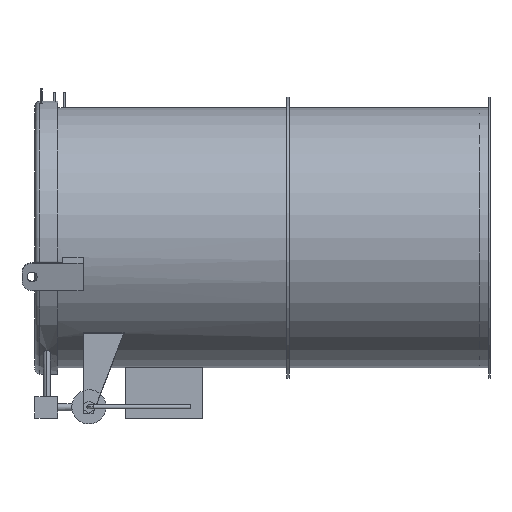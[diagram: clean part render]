
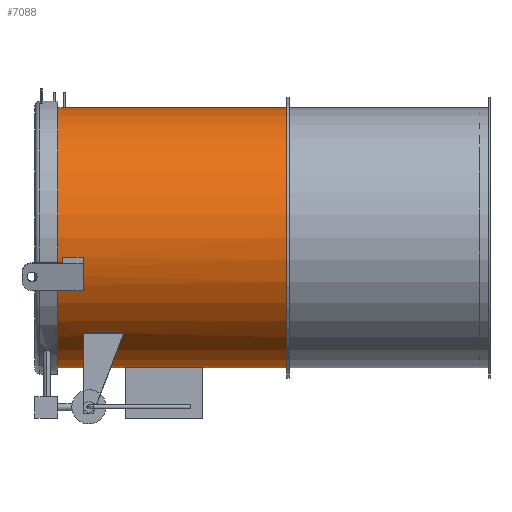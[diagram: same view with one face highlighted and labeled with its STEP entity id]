
A CAD part, left-side view. The second image highlights one B-rep face of the part: STEP entity #7088.
In plain terms, the highlighted cylindrical face has radius 638 mm (diameter 1276 mm), a partial arc.
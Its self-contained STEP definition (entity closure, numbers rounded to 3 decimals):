
#34 = VECTOR ( 'NONE', #7504, 1000. ) ;
#91 = AXIS2_PLACEMENT_3D ( 'NONE', #9746, #6546, #2493 ) ;
#122 = CARTESIAN_POINT ( 'NONE',  ( -25., 2092.215, 637.51 ) ) ;
#128 = CARTESIAN_POINT ( 'NONE',  ( 0., 995., 638. ) ) ;
#153 = CARTESIAN_POINT ( 'NONE',  ( 0., 2092.215, 638. ) ) ;
#392 = DIRECTION ( 'NONE',  ( 0., -1., 0. ) ) ;
#411 = CIRCLE ( 'NONE', #566, 638. ) ;
#469 = CARTESIAN_POINT ( 'NONE',  ( 0., 2120., 0. ) ) ;
#562 = DIRECTION ( 'NONE',  ( 0., 1., 0. ) ) ;
#566 = AXIS2_PLACEMENT_3D ( 'NONE', #6827, #6719, #3458 ) ;
#695 = CIRCLE ( 'NONE', #91, 638. ) ;
#931 = EDGE_CURVE ( 'NONE', #2358, #9381, #4956, .T. ) ;
#1046 = CYLINDRICAL_SURFACE ( 'NONE', #3446, 638. ) ;
#1083 = EDGE_CURVE ( 'NONE', #6427, #8395, #2277, .T. ) ;
#1125 = DIRECTION ( 'NONE',  ( 0., 1., 0. ) ) ;
#1155 = ORIENTED_EDGE ( 'NONE', *, *, #7919, .T. ) ;
#1190 = CIRCLE ( 'NONE', #3524, 638. ) ;
#1296 = FACE_BOUND ( 'NONE', #7249, .T. ) ;
#1529 = ORIENTED_EDGE ( 'NONE', *, *, #1800, .F. ) ;
#1634 = VERTEX_POINT ( 'NONE', #6646 ) ;
#1640 = CARTESIAN_POINT ( 'NONE',  ( 0., 2095., 0. ) ) ;
#1800 = EDGE_CURVE ( 'NONE', #5121, #3648, #6717, .T. ) ;
#1804 = CARTESIAN_POINT ( 'NONE',  ( 0., 2120., -638. ) ) ;
#1811 = FACE_OUTER_BOUND ( 'NONE', #2285, .T. ) ;
#1903 = DIRECTION ( 'NONE',  ( 0., 1., 0. ) ) ;
#1959 = VERTEX_POINT ( 'NONE', #153 ) ;
#2057 = DIRECTION ( 'NONE',  ( 0., -1., 0. ) ) ;
#2097 = CARTESIAN_POINT ( 'NONE',  ( 0., 2082.215, 0. ) ) ;
#2150 = DIRECTION ( 'NONE',  ( 0., 0., 1. ) ) ;
#2203 = ORIENTED_EDGE ( 'NONE', *, *, #9573, .T. ) ;
#2277 = LINE ( 'NONE', #10415, #10530 ) ;
#2285 = EDGE_LOOP ( 'NONE', ( #10382, #6109, #4578, #5664, #6179, #6412, #6738, #3759 ) ) ;
#2358 = VERTEX_POINT ( 'NONE', #6576 ) ;
#2396 = LINE ( 'NONE', #7123, #8870 ) ;
#2423 = EDGE_CURVE ( 'NONE', #9034, #10460, #10118, .T. ) ;
#2465 = CARTESIAN_POINT ( 'NONE',  ( 0., 2120., 638. ) ) ;
#2493 = DIRECTION ( 'NONE',  ( 0., 0., 1. ) ) ;
#2583 = DIRECTION ( 'NONE',  ( 0., 1., 0. ) ) ;
#2662 = DIRECTION ( 'NONE',  ( 0., 0., -1. ) ) ;
#2680 = CARTESIAN_POINT ( 'NONE',  ( 0., 1994., 0. ) ) ;
#2756 = CARTESIAN_POINT ( 'NONE',  ( 0., 2145., -638. ) ) ;
#2909 = ORIENTED_EDGE ( 'NONE', *, *, #6604, .F. ) ;
#2990 = CIRCLE ( 'NONE', #6989, 638. ) ;
#3153 = DIRECTION ( 'NONE',  ( 0., -1., 0. ) ) ;
#3300 = EDGE_LOOP ( 'NONE', ( #9253, #4837, #2909, #1529 ) ) ;
#3446 = AXIS2_PLACEMENT_3D ( 'NONE', #5746, #7379, #2662 ) ;
#3458 = DIRECTION ( 'NONE',  ( 0., 0., -1. ) ) ;
#3524 = AXIS2_PLACEMENT_3D ( 'NONE', #5242, #3552, #6777 ) ;
#3552 = DIRECTION ( 'NONE',  ( 0., -1., 0. ) ) ;
#3648 = VERTEX_POINT ( 'NONE', #9361 ) ;
#3654 = VECTOR ( 'NONE', #5360, 1000. ) ;
#3759 = ORIENTED_EDGE ( 'NONE', *, *, #6718, .F. ) ;
#3957 = EDGE_CURVE ( 'NONE', #9757, #3993, #10016, .T. ) ;
#3970 = DIRECTION ( 'NONE',  ( 0., -1., 0. ) ) ;
#3982 = CARTESIAN_POINT ( 'NONE',  ( -25., 2082.215, 637.51 ) ) ;
#3993 = VERTEX_POINT ( 'NONE', #10348 ) ;
#4044 = CARTESIAN_POINT ( 'NONE',  ( 0., 1794., 0. ) ) ;
#4133 = VECTOR ( 'NONE', #392, 1000. ) ;
#4256 = LINE ( 'NONE', #4456, #4133 ) ;
#4326 = AXIS2_PLACEMENT_3D ( 'NONE', #4044, #3970, #8842 ) ;
#4349 = CARTESIAN_POINT ( 'NONE',  ( -630.614, 2145., -96.801 ) ) ;
#4355 = LINE ( 'NONE', #10028, #5879 ) ;
#4452 = ORIENTED_EDGE ( 'NONE', *, *, #931, .T. ) ;
#4456 = CARTESIAN_POINT ( 'NONE',  ( 0., 2145., 638. ) ) ;
#4578 = ORIENTED_EDGE ( 'NONE', *, *, #2423, .T. ) ;
#4579 = VERTEX_POINT ( 'NONE', #2465 ) ;
#4592 = VERTEX_POINT ( 'NONE', #122 ) ;
#4730 = CARTESIAN_POINT ( 'NONE',  ( -594.317, 2095., -232.016 ) ) ;
#4829 = DIRECTION ( 'NONE',  ( 0., 0., 1. ) ) ;
#4837 = ORIENTED_EDGE ( 'NONE', *, *, #3957, .F. ) ;
#4884 = ORIENTED_EDGE ( 'NONE', *, *, #9493, .T. ) ;
#4956 = CIRCLE ( 'NONE', #5927, 638. ) ;
#5043 = EDGE_CURVE ( 'NONE', #1634, #10049, #7214, .T. ) ;
#5121 = VERTEX_POINT ( 'NONE', #8221 ) ;
#5216 = EDGE_CURVE ( 'NONE', #10460, #8395, #695, .T. ) ;
#5242 = CARTESIAN_POINT ( 'NONE',  ( 0., 2092.215, 0. ) ) ;
#5360 = DIRECTION ( 'NONE',  ( 0., -1., 0. ) ) ;
#5664 = ORIENTED_EDGE ( 'NONE', *, *, #5216, .T. ) ;
#5746 = CARTESIAN_POINT ( 'NONE',  ( 0., 2145., 0. ) ) ;
#5811 = CARTESIAN_POINT ( 'NONE',  ( -435., 2145., -466.711 ) ) ;
#5879 = VECTOR ( 'NONE', #1903, 1000. ) ;
#5927 = AXIS2_PLACEMENT_3D ( 'NONE', #2680, #8679, #9515 ) ;
#6109 = ORIENTED_EDGE ( 'NONE', *, *, #8088, .F. ) ;
#6179 = ORIENTED_EDGE ( 'NONE', *, *, #1083, .F. ) ;
#6412 = ORIENTED_EDGE ( 'NONE', *, *, #8774, .F. ) ;
#6427 = VERTEX_POINT ( 'NONE', #8767 ) ;
#6546 = DIRECTION ( 'NONE',  ( 0., 1., 0. ) ) ;
#6576 = CARTESIAN_POINT ( 'NONE',  ( -429., 1994., -472.232 ) ) ;
#6604 = EDGE_CURVE ( 'NONE', #3648, #9757, #7036, .T. ) ;
#6646 = CARTESIAN_POINT ( 'NONE',  ( -435., 1794., -466.711 ) ) ;
#6717 = LINE ( 'NONE', #4349, #7856 ) ;
#6718 = EDGE_CURVE ( 'NONE', #1959, #4592, #1190, .T. ) ;
#6719 = DIRECTION ( 'NONE',  ( 0., 1., 0. ) ) ;
#6738 = ORIENTED_EDGE ( 'NONE', *, *, #6904, .F. ) ;
#6769 = CIRCLE ( 'NONE', #8135, 638. ) ;
#6777 = DIRECTION ( 'NONE',  ( 0., 0., 1. ) ) ;
#6827 = CARTESIAN_POINT ( 'NONE',  ( 0., 1995., 0. ) ) ;
#6881 = EDGE_CURVE ( 'NONE', #3993, #5121, #411, .T. ) ;
#6904 = EDGE_CURVE ( 'NONE', #4592, #9735, #8557, .T. ) ;
#6930 = CARTESIAN_POINT ( 'NONE',  ( -594.317, 2145., -232.016 ) ) ;
#6989 = AXIS2_PLACEMENT_3D ( 'NONE', #2097, #2583, #10024 ) ;
#7036 = CIRCLE ( 'NONE', #10229, 638. ) ;
#7088 = ADVANCED_FACE ( 'NONE', ( #1811, #1296, #10071 ), #1046, .T. ) ;
#7123 = CARTESIAN_POINT ( 'NONE',  ( -429., 2145., -472.232 ) ) ;
#7214 = CIRCLE ( 'NONE', #4326, 638. ) ;
#7249 = EDGE_LOOP ( 'NONE', ( #9950, #1155, #2203, #4452, #4884 ) ) ;
#7379 = DIRECTION ( 'NONE',  ( 0., -1., 0. ) ) ;
#7494 = VECTOR ( 'NONE', #2057, 1000. ) ;
#7501 = VECTOR ( 'NONE', #9337, 1000. ) ;
#7504 = DIRECTION ( 'NONE',  ( 0., -1., 0. ) ) ;
#7856 = VECTOR ( 'NONE', #1125, 1000. ) ;
#7919 = EDGE_CURVE ( 'NONE', #10049, #9577, #4355, .T. ) ;
#8059 = DIRECTION ( 'NONE',  ( 0., -1., 0. ) ) ;
#8088 = EDGE_CURVE ( 'NONE', #9034, #4579, #6769, .T. ) ;
#8135 = AXIS2_PLACEMENT_3D ( 'NONE', #469, #10205, #2150 ) ;
#8153 = CARTESIAN_POINT ( 'NONE',  ( -435., 1994., -466.711 ) ) ;
#8221 = CARTESIAN_POINT ( 'NONE',  ( -630.614, 1995., -96.801 ) ) ;
#8301 = CARTESIAN_POINT ( 'NONE',  ( -429., 1794., -472.232 ) ) ;
#8395 = VERTEX_POINT ( 'NONE', #128 ) ;
#8557 = LINE ( 'NONE', #9252, #34 ) ;
#8679 = DIRECTION ( 'NONE',  ( 0., 1., 0. ) ) ;
#8767 = CARTESIAN_POINT ( 'NONE',  ( 0., 2082.215, 638. ) ) ;
#8774 = EDGE_CURVE ( 'NONE', #9735, #6427, #2990, .T. ) ;
#8784 = EDGE_CURVE ( 'NONE', #4579, #1959, #4256, .T. ) ;
#8842 = DIRECTION ( 'NONE',  ( 0., 0., 1. ) ) ;
#8870 = VECTOR ( 'NONE', #562, 1000. ) ;
#9034 = VERTEX_POINT ( 'NONE', #1804 ) ;
#9252 = CARTESIAN_POINT ( 'NONE',  ( -25., 2145., 637.51 ) ) ;
#9253 = ORIENTED_EDGE ( 'NONE', *, *, #6881, .F. ) ;
#9337 = DIRECTION ( 'NONE',  ( 0., -1., 0. ) ) ;
#9361 = CARTESIAN_POINT ( 'NONE',  ( -630.614, 2095., -96.801 ) ) ;
#9381 = VERTEX_POINT ( 'NONE', #8153 ) ;
#9493 = EDGE_CURVE ( 'NONE', #9381, #1634, #10142, .T. ) ;
#9515 = DIRECTION ( 'NONE',  ( 0., 0., -1. ) ) ;
#9573 = EDGE_CURVE ( 'NONE', #9577, #2358, #2396, .T. ) ;
#9577 = VERTEX_POINT ( 'NONE', #10258 ) ;
#9735 = VERTEX_POINT ( 'NONE', #3982 ) ;
#9746 = CARTESIAN_POINT ( 'NONE',  ( 0., 995., 0. ) ) ;
#9757 = VERTEX_POINT ( 'NONE', #4730 ) ;
#9783 = CARTESIAN_POINT ( 'NONE',  ( 0., 995., -638. ) ) ;
#9950 = ORIENTED_EDGE ( 'NONE', *, *, #5043, .T. ) ;
#10016 = LINE ( 'NONE', #6930, #7494 ) ;
#10024 = DIRECTION ( 'NONE',  ( 0., 0., -1. ) ) ;
#10028 = CARTESIAN_POINT ( 'NONE',  ( -429., 2145., -472.232 ) ) ;
#10049 = VERTEX_POINT ( 'NONE', #8301 ) ;
#10071 = FACE_BOUND ( 'NONE', #3300, .T. ) ;
#10118 = LINE ( 'NONE', #2756, #3654 ) ;
#10142 = LINE ( 'NONE', #5811, #7501 ) ;
#10205 = DIRECTION ( 'NONE',  ( 0., 1., 0. ) ) ;
#10229 = AXIS2_PLACEMENT_3D ( 'NONE', #1640, #8059, #4829 ) ;
#10258 = CARTESIAN_POINT ( 'NONE',  ( -429., 1796.119, -472.232 ) ) ;
#10348 = CARTESIAN_POINT ( 'NONE',  ( -594.317, 1995., -232.016 ) ) ;
#10382 = ORIENTED_EDGE ( 'NONE', *, *, #8784, .F. ) ;
#10415 = CARTESIAN_POINT ( 'NONE',  ( 0., 2145., 638. ) ) ;
#10460 = VERTEX_POINT ( 'NONE', #9783 ) ;
#10530 = VECTOR ( 'NONE', #3153, 1000. ) ;
